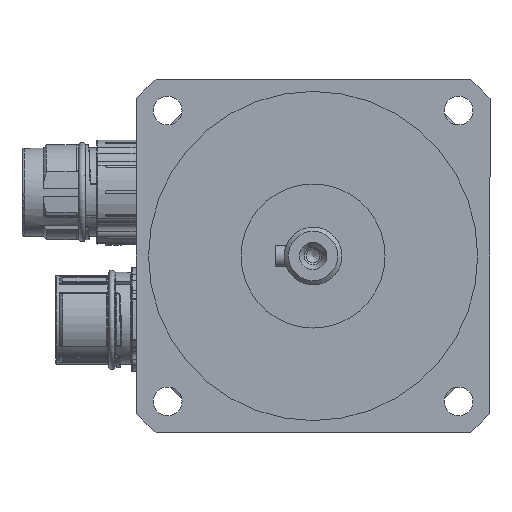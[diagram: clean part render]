
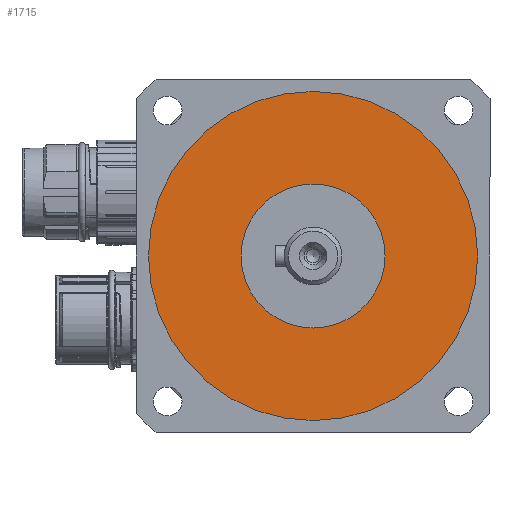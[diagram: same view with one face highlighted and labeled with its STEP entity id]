
A CAD part, left-side view. The second image highlights one B-rep face of the part: STEP entity #1715.
In plain terms, the highlighted planar face has unit normal (-1, 0, 0).
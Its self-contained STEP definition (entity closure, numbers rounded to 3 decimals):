
#1681=CARTESIAN_POINT('',(-112.,17.5,0.0));
#1682=VERTEX_POINT('',#1681);
#1683=CARTESIAN_POINT('',(-112.,0.0,0.0));
#1684=DIRECTION('',(1.0,0.0,0.0));
#1685=DIRECTION('',(0.0,1.0,0.0));
#1686=AXIS2_PLACEMENT_3D('',#1683,#1684,#1685);
#1687=CIRCLE('',#1686,17.5);
#1688=EDGE_CURVE('',#1682,#1682,#1687,.T.);
#1696=CARTESIAN_POINT('',(-112.0,28.75,0.0));
#1697=DIRECTION('',(-1.0,0.0,0.0));
#1698=DIRECTION('',(0.0,0.0,1.0));
#1699=AXIS2_PLACEMENT_3D('',#1696,#1697,#1698);
#1700=PLANE('',#1699);
#1701=CARTESIAN_POINT('',(-112.0,40.,0.0));
#1702=VERTEX_POINT('',#1701);
#1703=CARTESIAN_POINT('',(-112.0,0.0,0.0));
#1704=DIRECTION('',(1.0,0.0,0.0));
#1705=DIRECTION('',(0.0,1.0,0.0));
#1706=AXIS2_PLACEMENT_3D('',#1703,#1704,#1705);
#1707=CIRCLE('',#1706,40.);
#1708=EDGE_CURVE('',#1702,#1702,#1707,.T.);
#1709=ORIENTED_EDGE('',*,*,#1708,.F.);
#1710=EDGE_LOOP('',(#1709));
#1711=FACE_OUTER_BOUND('',#1710,.T.);
#1712=ORIENTED_EDGE('',*,*,#1688,.T.);
#1713=EDGE_LOOP('',(#1712));
#1714=FACE_BOUND('',#1713,.T.);
#1715=ADVANCED_FACE('',(#1711,#1714),#1700,.T.);
